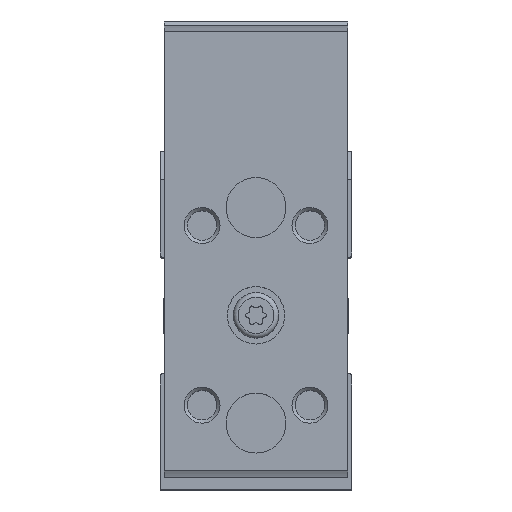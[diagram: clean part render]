
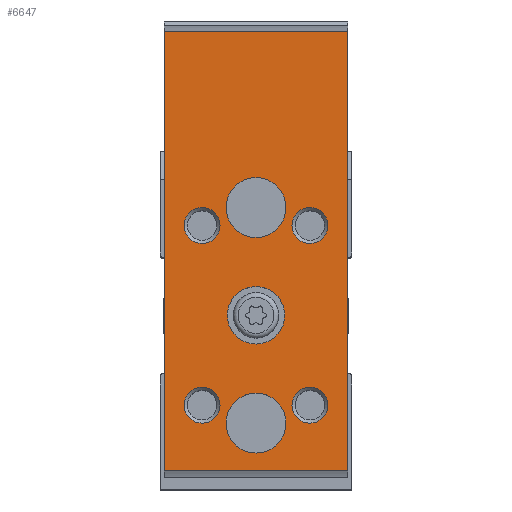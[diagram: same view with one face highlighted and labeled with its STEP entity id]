
A CAD part, top view. The second image highlights one B-rep face of the part: STEP entity #6647.
In plain terms, the highlighted planar face has unit normal (0, 0, 1).
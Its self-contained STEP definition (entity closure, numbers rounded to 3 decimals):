
#414=CIRCLE('',#7183,2.4);
#415=CIRCLE('',#7184,2.5);
#416=CIRCLE('',#7185,2.5);
#417=CIRCLE('',#7186,1.5);
#418=CIRCLE('',#7187,1.5);
#419=CIRCLE('',#7188,1.5);
#420=CIRCLE('',#7189,1.5);
#1465=ORIENTED_EDGE('',*,*,#2440,.T.);
#1466=ORIENTED_EDGE('',*,*,#2441,.T.);
#1467=ORIENTED_EDGE('',*,*,#2442,.T.);
#1468=ORIENTED_EDGE('',*,*,#2443,.F.);
#1469=ORIENTED_EDGE('',*,*,#2444,.F.);
#1470=ORIENTED_EDGE('',*,*,#2445,.F.);
#1471=ORIENTED_EDGE('',*,*,#2446,.F.);
#1472=ORIENTED_EDGE('',*,*,#2447,.T.);
#1473=ORIENTED_EDGE('',*,*,#2448,.F.);
#1474=ORIENTED_EDGE('',*,*,#2449,.F.);
#1475=ORIENTED_EDGE('',*,*,#2450,.T.);
#2440=EDGE_CURVE('',#3024,#3024,#414,.T.);
#2441=EDGE_CURVE('',#3025,#3025,#415,.T.);
#2442=EDGE_CURVE('',#3026,#3026,#416,.T.);
#2443=EDGE_CURVE('',#3027,#3027,#417,.T.);
#2444=EDGE_CURVE('',#3028,#3028,#418,.T.);
#2445=EDGE_CURVE('',#3029,#3029,#419,.T.);
#2446=EDGE_CURVE('',#3030,#3030,#420,.T.);
#2447=EDGE_CURVE('',#3031,#3032,#3473,.T.);
#2448=EDGE_CURVE('',#3033,#3032,#3474,.T.);
#2449=EDGE_CURVE('',#3034,#3033,#3475,.T.);
#2450=EDGE_CURVE('',#3034,#3031,#3476,.T.);
#3024=VERTEX_POINT('',#10210);
#3025=VERTEX_POINT('',#10212);
#3026=VERTEX_POINT('',#10214);
#3027=VERTEX_POINT('',#10216);
#3028=VERTEX_POINT('',#10218);
#3029=VERTEX_POINT('',#10220);
#3030=VERTEX_POINT('',#10222);
#3031=VERTEX_POINT('',#10224);
#3032=VERTEX_POINT('',#10225);
#3033=VERTEX_POINT('',#10227);
#3034=VERTEX_POINT('',#10229);
#3473=LINE('',#10223,#3865);
#3474=LINE('',#10226,#3866);
#3475=LINE('',#10228,#3867);
#3476=LINE('',#10230,#3868);
#3865=VECTOR('',#8553,1000.);
#3866=VECTOR('',#8554,1000.);
#3867=VECTOR('',#8555,1000.);
#3868=VECTOR('',#8556,1000.);
#4255=EDGE_LOOP('',(#1465));
#4256=EDGE_LOOP('',(#1466));
#4257=EDGE_LOOP('',(#1467));
#4258=EDGE_LOOP('',(#1468));
#4259=EDGE_LOOP('',(#1469));
#4260=EDGE_LOOP('',(#1470));
#4261=EDGE_LOOP('',(#1471));
#4262=EDGE_LOOP('',(#1472,#1473,#1474,#1475));
#4757=FACE_BOUND('',#4255,.T.);
#4758=FACE_BOUND('',#4256,.T.);
#4759=FACE_BOUND('',#4257,.T.);
#4760=FACE_BOUND('',#4258,.T.);
#4761=FACE_BOUND('',#4259,.T.);
#4762=FACE_BOUND('',#4260,.T.);
#4763=FACE_BOUND('',#4261,.T.);
#4764=FACE_BOUND('',#4262,.T.);
#5055=PLANE('',#7182);
#6647=ADVANCED_FACE('',(#4757,#4758,#4759,#4760,#4761,#4762,#4763,#4764),
#5055,.F.);
#7182=AXIS2_PLACEMENT_3D('',#10208,#8537,#8538);
#7183=AXIS2_PLACEMENT_3D('',#10209,#8539,#8540);
#7184=AXIS2_PLACEMENT_3D('',#10211,#8541,#8542);
#7185=AXIS2_PLACEMENT_3D('',#10213,#8543,#8544);
#7186=AXIS2_PLACEMENT_3D('',#10215,#8545,#8546);
#7187=AXIS2_PLACEMENT_3D('',#10217,#8547,#8548);
#7188=AXIS2_PLACEMENT_3D('',#10219,#8549,#8550);
#7189=AXIS2_PLACEMENT_3D('',#10221,#8551,#8552);
#8537=DIRECTION('',(0.,0.,-1.));
#8538=DIRECTION('',(-1.,0.,0.));
#8539=DIRECTION('',(0.,0.,-1.));
#8540=DIRECTION('',(-1.,0.,0.));
#8541=DIRECTION('',(0.,0.,-1.));
#8542=DIRECTION('',(-1.,0.,0.));
#8543=DIRECTION('',(0.,0.,-1.));
#8544=DIRECTION('',(-1.,0.,0.));
#8545=DIRECTION('',(0.,0.,1.));
#8546=DIRECTION('',(1.,0.,0.));
#8547=DIRECTION('',(0.,0.,1.));
#8548=DIRECTION('',(1.,0.,0.));
#8549=DIRECTION('',(0.,0.,1.));
#8550=DIRECTION('',(1.,0.,0.));
#8551=DIRECTION('',(0.,0.,1.));
#8552=DIRECTION('',(1.,0.,0.));
#8553=DIRECTION('',(0.,-1.,0.));
#8554=DIRECTION('',(-1.,0.,0.));
#8555=DIRECTION('',(0.,-1.,0.));
#8556=DIRECTION('',(-1.,0.,0.));
#10208=CARTESIAN_POINT('',(7.65,38.,0.));
#10209=CARTESIAN_POINT('',(0.,13.5,0.));
#10210=CARTESIAN_POINT('',(-2.4,13.5,0.));
#10211=CARTESIAN_POINT('',(0.,4.5,0.));
#10212=CARTESIAN_POINT('',(-2.5,4.5,0.));
#10213=CARTESIAN_POINT('',(0.,22.5,0.));
#10214=CARTESIAN_POINT('',(-2.5,22.5,0.));
#10215=CARTESIAN_POINT('',(-4.5,21.,0.));
#10216=CARTESIAN_POINT('',(-3.,21.,0.));
#10217=CARTESIAN_POINT('',(4.5,21.,0.));
#10218=CARTESIAN_POINT('',(6.,21.,0.));
#10219=CARTESIAN_POINT('',(-4.5,6.,0.));
#10220=CARTESIAN_POINT('',(-3.,6.,0.));
#10221=CARTESIAN_POINT('',(4.5,6.,0.));
#10222=CARTESIAN_POINT('',(6.,6.,0.));
#10223=CARTESIAN_POINT('',(-7.65,38.,0.));
#10224=CARTESIAN_POINT('',(-7.65,37.192,0.));
#10225=CARTESIAN_POINT('',(-7.65,0.508,0.));
#10226=CARTESIAN_POINT('',(7.65,0.508,0.));
#10227=CARTESIAN_POINT('',(7.65,0.508,0.));
#10228=CARTESIAN_POINT('',(7.65,38.,0.));
#10229=CARTESIAN_POINT('',(7.65,37.192,0.));
#10230=CARTESIAN_POINT('',(7.65,37.192,0.));
